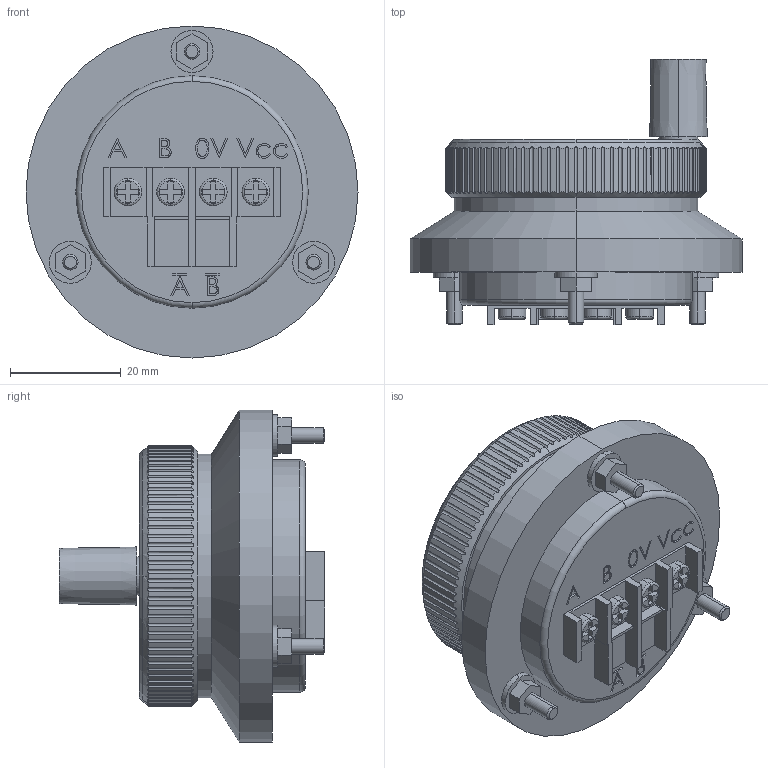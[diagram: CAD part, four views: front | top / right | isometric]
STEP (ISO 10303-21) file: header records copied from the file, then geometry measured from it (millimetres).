
FILE_DESCRIPTION (( 'STEP AP203' ), '1' );
FILE_NAME ('PoMPG2_3d_model.STEP', '2021-09-17T08:53:40', ( '' ), ( '' ), 'SwSTEP 2.0', 'SolidWorks 2020', '' );
FILE_SCHEMA (( 'CONFIG_CONTROL_DESIGN' ));
Length unit declared in the file: millimetre
Products named in the file (1): PoMPG2_3d_model
Bounding box: 60 x 48 x 60 mm (x, y, z)
Volume: 59640.8 mm3; surface area: 11933.5 mm2
Topology: 1 solids, 1 shells, 620 faces, 1683 edges, 1115 vertices
Faces by surface type: plane 259, cylinder 255, bspline 82, cone 14, torus 10
Entity records: 26150 total; most frequent: CARTESIAN_POINT 11247, ORIENTED_EDGE 3366, DIRECTION 2608, EDGE_CURVE 1683, VERTEX_POINT 1115, VECTOR 970, LINE 970, AXIS2_PLACEMENT_3D 819
